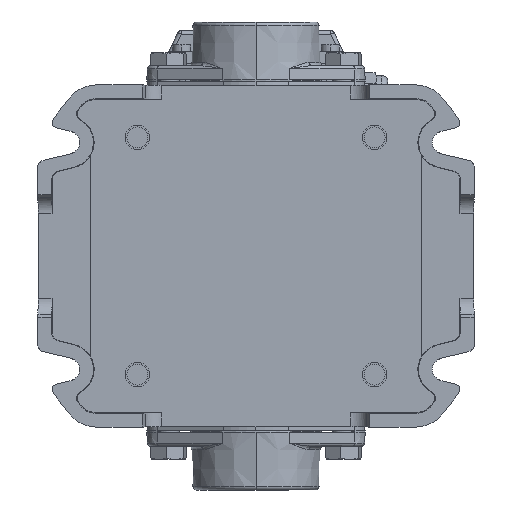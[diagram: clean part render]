
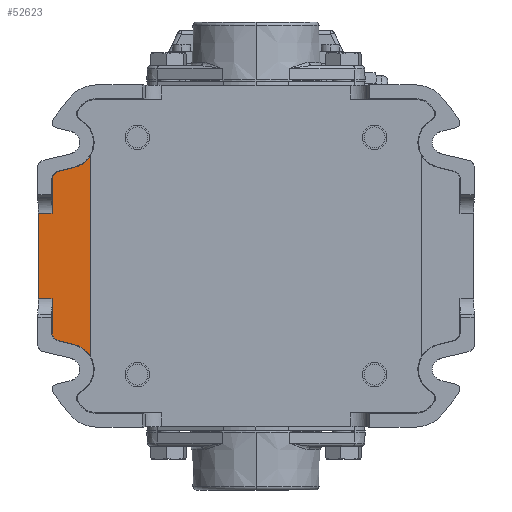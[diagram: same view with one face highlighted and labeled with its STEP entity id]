
A CAD part, front view. The second image highlights one B-rep face of the part: STEP entity #52623.
In plain terms, the highlighted planar face has unit normal (0, -1, 0).
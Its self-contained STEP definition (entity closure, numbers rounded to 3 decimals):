
#704 = CARTESIAN_POINT ( 'NONE',  ( -48.469, 8., -113.001 ) ) ;
#1366 = DIRECTION ( 'NONE',  ( 0., 1., 0. ) ) ;
#1718 = CARTESIAN_POINT ( 'NONE',  ( -65., 8., -107.5 ) ) ;
#3686 = ORIENTED_EDGE ( 'NONE', *, *, #64541, .T. ) ;
#5668 = AXIS2_PLACEMENT_3D ( 'NONE', #57193, #36512, #8404 ) ;
#6172 = LINE ( 'NONE', #40928, #6616 ) ;
#6616 = VECTOR ( 'NONE', #33219, 1000. ) ;
#6905 = ORIENTED_EDGE ( 'NONE', *, *, #43504, .T. ) ;
#7986 = CARTESIAN_POINT ( 'NONE',  ( 43.619, 8., -116.791 ) ) ;
#8404 = DIRECTION ( 'NONE',  ( 0., 0., 1. ) ) ;
#8482 = LINE ( 'NONE', #52651, #67433 ) ;
#9100 = ORIENTED_EDGE ( 'NONE', *, *, #18374, .F. ) ;
#11076 = VECTOR ( 'NONE', #13576, 1000. ) ;
#11442 = CARTESIAN_POINT ( 'NONE',  ( -47.891, 8., -115.32 ) ) ;
#12755 = VERTEX_POINT ( 'NONE', #56313 ) ;
#13206 = CARTESIAN_POINT ( 'NONE',  ( -58.463, 8., -95. ) ) ;
#13456 = CARTESIAN_POINT ( 'NONE',  ( -47.687, 8., -116.791 ) ) ;
#13474 = VERTEX_POINT ( 'NONE', #60479 ) ;
#13576 = DIRECTION ( 'NONE',  ( 1., 0., 0. ) ) ;
#13680 = LINE ( 'NONE', #69230, #31675 ) ;
#13775 = EDGE_CURVE ( 'NONE', #40115, #37023, #38643, .T. ) ;
#17017 = CARTESIAN_POINT ( 'NONE',  ( -24.608, 8., 0. ) ) ;
#18374 = EDGE_CURVE ( 'NONE', #13474, #49868, #46586, .T. ) ;
#18713 = CARTESIAN_POINT ( 'NONE',  ( 50.727, 8., -103.941 ) ) ;
#19576 = CARTESIAN_POINT ( 'NONE',  ( 48.469, 8., -113.001 ) ) ;
#20033 = VECTOR ( 'NONE', #66200, 1000. ) ;
#20354 = ORIENTED_EDGE ( 'NONE', *, *, #41024, .F. ) ;
#22925 = EDGE_CURVE ( 'NONE', #38791, #13474, #45314, .T. ) ;
#23558 = ORIENTED_EDGE ( 'NONE', *, *, #31281, .T. ) ;
#24050 = CARTESIAN_POINT ( 'NONE',  ( -57.246, 8., -95. ) ) ;
#24098 = LINE ( 'NONE', #17017, #20033 ) ;
#25238 = CARTESIAN_POINT ( 'NONE',  ( 50.727, 8., -103.941 ) ) ;
#26789 = CARTESIAN_POINT ( 'NONE',  ( 43.619, 8., -116.791 ) ) ;
#26794 = VERTEX_POINT ( 'NONE', #31416 ) ;
#28062 = ORIENTED_EDGE ( 'NONE', *, *, #31740, .T. ) ;
#28186 = CARTESIAN_POINT ( 'NONE',  ( 48.469, 8., -113.001 ) ) ;
#28350 = ORIENTED_EDGE ( 'NONE', *, *, #41848, .T. ) ;
#31281 = EDGE_CURVE ( 'NONE', #64146, #40115, #13680, .T. ) ;
#31416 = CARTESIAN_POINT ( 'NONE',  ( -43.619, 8., -116.791 ) ) ;
#31604 = LINE ( 'NONE', #25238, #69867 ) ;
#31675 = VECTOR ( 'NONE', #68871, 1000. ) ;
#31708 = DIRECTION ( 'NONE',  ( 0., 0., 1. ) ) ;
#31716 = AXIS2_PLACEMENT_3D ( 'NONE', #1718, #45913, #56924 ) ;
#31740 = EDGE_CURVE ( 'NONE', #45213, #64146, #37086, .T. ) ;
#32995 = VERTEX_POINT ( 'NONE', #36722 ) ;
#33146 = CARTESIAN_POINT ( 'NONE',  ( -43.619, 8., -116.791 ) ) ;
#33219 = DIRECTION ( 'NONE',  ( 0.242, 0., -0.97 ) ) ;
#34715 = EDGE_CURVE ( 'NONE', #12755, #32995, #24098, .T. ) ;
#35719 = ORIENTED_EDGE ( 'NONE', *, *, #51818, .T. ) ;
#36506 = ORIENTED_EDGE ( 'NONE', *, *, #34715, .T. ) ;
#36512 = DIRECTION ( 'NONE',  ( 0., -1., 0. ) ) ;
#36722 = CARTESIAN_POINT ( 'NONE',  ( -24.608, 8., -124.791 ) ) ;
#37023 = VERTEX_POINT ( 'NONE', #19576 ) ;
#37086 = LINE ( 'NONE', #48876, #50005 ) ;
#38071 = CARTESIAN_POINT ( 'NONE',  ( 0., 8., 0. ) ) ;
#38482 = CARTESIAN_POINT ( 'NONE',  ( -46.008, 8., -116.791 ) ) ;
#38643 =( BOUNDED_CURVE ( )  B_SPLINE_CURVE ( 3, ( #26789, #70267, #43592, #28186 ),
 .UNSPECIFIED., .F., .F. ) 
 B_SPLINE_CURVE_WITH_KNOTS ( ( 4, 4 ),
 ( 2.479, 3.805 ),
 .UNSPECIFIED. ) 
 CURVE ( )  GEOMETRIC_REPRESENTATION_ITEM ( )  RATIONAL_B_SPLINE_CURVE ( ( 1., 0.859, 0.859, 1. ) ) 
 REPRESENTATION_ITEM ( '' )  );
#38791 = VERTEX_POINT ( 'NONE', #24050 ) ;
#40115 = VERTEX_POINT ( 'NONE', #7986 ) ;
#40526 = LINE ( 'NONE', #13456, #53825 ) ;
#40928 = CARTESIAN_POINT ( 'NONE',  ( -50.727, 8., -103.941 ) ) ;
#41024 = EDGE_CURVE ( 'NONE', #49868, #37023, #31604, .T. ) ;
#41848 = EDGE_CURVE ( 'NONE', #66042, #26794, #46979, .T. ) ;
#43504 = EDGE_CURVE ( 'NONE', #38791, #62157, #69266, .T. ) ;
#43592 = CARTESIAN_POINT ( 'NONE',  ( 47.891, 8., -115.32 ) ) ;
#44296 = AXIS2_PLACEMENT_3D ( 'NONE', #38071, #1366, #66221 ) ;
#44493 = PLANE ( 'NONE',  #44296 ) ;
#44607 = CARTESIAN_POINT ( 'NONE',  ( 24.608, 8., -116.791 ) ) ;
#44671 = ORIENTED_EDGE ( 'NONE', *, *, #13775, .T. ) ;
#45213 = VERTEX_POINT ( 'NONE', #65718 ) ;
#45314 = LINE ( 'NONE', #13206, #11076 ) ;
#45913 = DIRECTION ( 'NONE',  ( 0., 1., 0. ) ) ;
#46586 = CIRCLE ( 'NONE', #5668, 14.709 ) ;
#46979 =( BOUNDED_CURVE ( )  B_SPLINE_CURVE ( 3, ( #704, #11442, #38482, #33146 ),
 .UNSPECIFIED., .F., .F. ) 
 B_SPLINE_CURVE_WITH_KNOTS ( ( 4, 4 ),
 ( 2.479, 3.805 ),
 .UNSPECIFIED. ) 
 CURVE ( )  GEOMETRIC_REPRESENTATION_ITEM ( )  RATIONAL_B_SPLINE_CURVE ( ( 1., 0.859, 0.859, 1. ) ) 
 REPRESENTATION_ITEM ( '' )  );
#48876 = CARTESIAN_POINT ( 'NONE',  ( 24.608, 8., -116.791 ) ) ;
#49868 = VERTEX_POINT ( 'NONE', #18713 ) ;
#49958 = EDGE_LOOP ( 'NONE', ( #35719, #28350, #3686, #36506, #57529, #28062, #23558, #44671, #20354, #9100, #64346, #6905 ) ) ;
#50005 = VECTOR ( 'NONE', #31708, 1000. ) ;
#51818 = EDGE_CURVE ( 'NONE', #62157, #66042, #6172, .T. ) ;
#51914 = DIRECTION ( 'NONE',  ( -1., 0., 0. ) ) ;
#52323 = DIRECTION ( 'NONE',  ( -0.242, 0., -0.97 ) ) ;
#52623 = ADVANCED_FACE ( 'NONE', ( #55497 ), #44493, .F. ) ;
#52651 = CARTESIAN_POINT ( 'NONE',  ( 0., 8., -124.791 ) ) ;
#53825 = VECTOR ( 'NONE', #63302, 1000. ) ;
#55455 = CARTESIAN_POINT ( 'NONE',  ( -48.469, 8., -113.001 ) ) ;
#55497 = FACE_OUTER_BOUND ( 'NONE', #49958, .T. ) ;
#56313 = CARTESIAN_POINT ( 'NONE',  ( -24.608, 8., -116.791 ) ) ;
#56924 = DIRECTION ( 'NONE',  ( 0., 0., 1. ) ) ;
#57193 = CARTESIAN_POINT ( 'NONE',  ( 65., 8., -107.5 ) ) ;
#57529 = ORIENTED_EDGE ( 'NONE', *, *, #64660, .F. ) ;
#60479 = CARTESIAN_POINT ( 'NONE',  ( 57.246, 8., -95. ) ) ;
#60764 = CARTESIAN_POINT ( 'NONE',  ( -50.727, 8., -103.941 ) ) ;
#62157 = VERTEX_POINT ( 'NONE', #60764 ) ;
#63302 = DIRECTION ( 'NONE',  ( 1., 0., 0. ) ) ;
#64146 = VERTEX_POINT ( 'NONE', #44607 ) ;
#64346 = ORIENTED_EDGE ( 'NONE', *, *, #22925, .F. ) ;
#64541 = EDGE_CURVE ( 'NONE', #26794, #12755, #40526, .T. ) ;
#64660 = EDGE_CURVE ( 'NONE', #45213, #32995, #8482, .T. ) ;
#65718 = CARTESIAN_POINT ( 'NONE',  ( 24.608, 8., -124.791 ) ) ;
#66042 = VERTEX_POINT ( 'NONE', #55455 ) ;
#66200 = DIRECTION ( 'NONE',  ( 0., 0., -1. ) ) ;
#66221 = DIRECTION ( 'NONE',  ( 0., 0., 1. ) ) ;
#67433 = VECTOR ( 'NONE', #51914, 1000. ) ;
#68871 = DIRECTION ( 'NONE',  ( 1., 0., 0. ) ) ;
#69230 = CARTESIAN_POINT ( 'NONE',  ( -47.687, 8., -116.791 ) ) ;
#69266 = CIRCLE ( 'NONE', #31716, 14.709 ) ;
#69867 = VECTOR ( 'NONE', #52323, 1000. ) ;
#70267 = CARTESIAN_POINT ( 'NONE',  ( 46.008, 8., -116.791 ) ) ;
